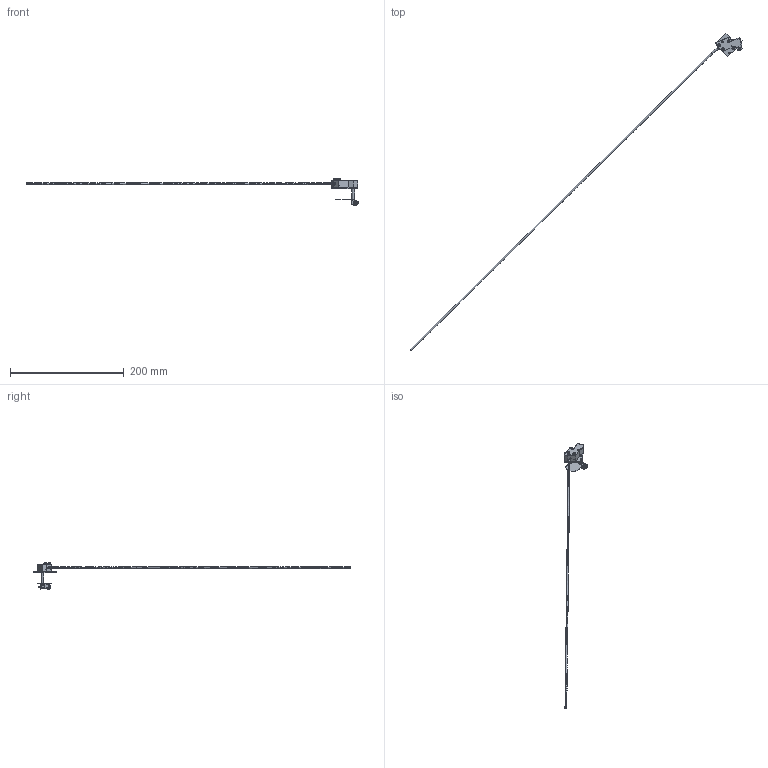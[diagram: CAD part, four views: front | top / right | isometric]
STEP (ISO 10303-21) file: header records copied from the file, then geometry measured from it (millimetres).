
FILE_DESCRIPTION(/* description */ ('Front Load Sensor Shutter Assembly (750-210-G1)'),/* implementation_level */ '2;1');
FILE_NAME(/* name */ '750-210-G1 - Front Load Sensor Shutter Assembly (Outline Model rev.A).stp',/* time_stamp */ '2016-05-10T16:51:48-04:00',/* author */ ('INFICON'),/* organization */ ('INFICON'),/* preprocessor_version */ 'ST-DEVELOPER v11',/* originating_system */ 'SIEMENS PLM Software NX 7.5',/* authorisation */ 'Copyright© 2017 INFICON - ALL RIGHTS RESERVED');
FILE_SCHEMA (('AUTOMOTIVE_DESIGN { 1 0 10303 214 1 1 1 1 }'));
Length unit declared in the file: millimetre
Products named in the file (1): 750-210-G1_A
Bounding box: 584.5 x 558.62 x 48.21 mm (x, y, z)
Volume: 13989.5 mm3; surface area: 21247.3 mm2
Topology: 3 solids, 4 shells, 237 faces, 626 edges, 407 vertices
Faces by surface type: plane 162, cylinder 59, cone 12, bspline 4
Full cylindrical faces by diameter (mm): 2.184 x1, 2.261 x1, 2.38 x1, 2.4 x1, 2.54 x1, 2.845 x4, 2.87 x1, 3.048 x2, 3.175 x2, 3.454 x5, 3.556 x2, 4.343 x1, 4.364 x1, 4.648 x5, 4.75 x1, 4.775 x1, 5.41 x1, 7.874 x2
Entity records: 7833 total; most frequent: CARTESIAN_POINT 1494, DIRECTION 1262, ORIENTED_EDGE 1222, EDGE_CURVE 611, AXIS2_PLACEMENT_3D 427, LINE 408, VECTOR 408, VERTEX_POINT 401
